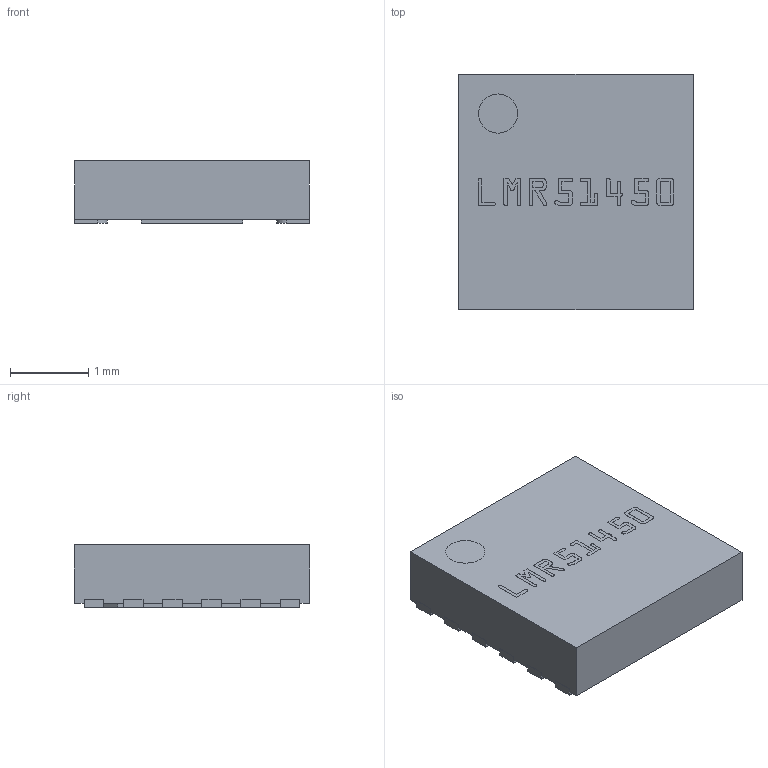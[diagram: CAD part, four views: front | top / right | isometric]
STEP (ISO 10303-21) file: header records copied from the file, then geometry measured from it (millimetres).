
FILE_DESCRIPTION (( 'STEP AP214' ), '1' );
FILE_NAME ('LMR51450.STEP', '2023-06-14T09:04:54', ( '' ), ( '' ), 'SwSTEP 2.0', 'SolidWorks 2018', '' );
FILE_SCHEMA (( 'AUTOMOTIVE_DESIGN' ));
Length unit declared in the file: millimetre
Products named in the file (1): LMR51450
Bounding box: 3 x 3 x 0.8 mm (x, y, z)
Volume: 6.9 mm3; surface area: 28.1 mm2
Topology: 1 solids, 1 shells, 236 faces, 666 edges, 444 vertices
Faces by surface type: plane 160, bspline 56, cylinder 20
Entity records: 11924 total; most frequent: CARTESIAN_POINT 3523, ORIENTED_EDGE 1332, DIRECTION 956, EDGE_CURVE 666, LINE 514, VECTOR 514, VERTEX_POINT 444, EDGE_LOOP 248
